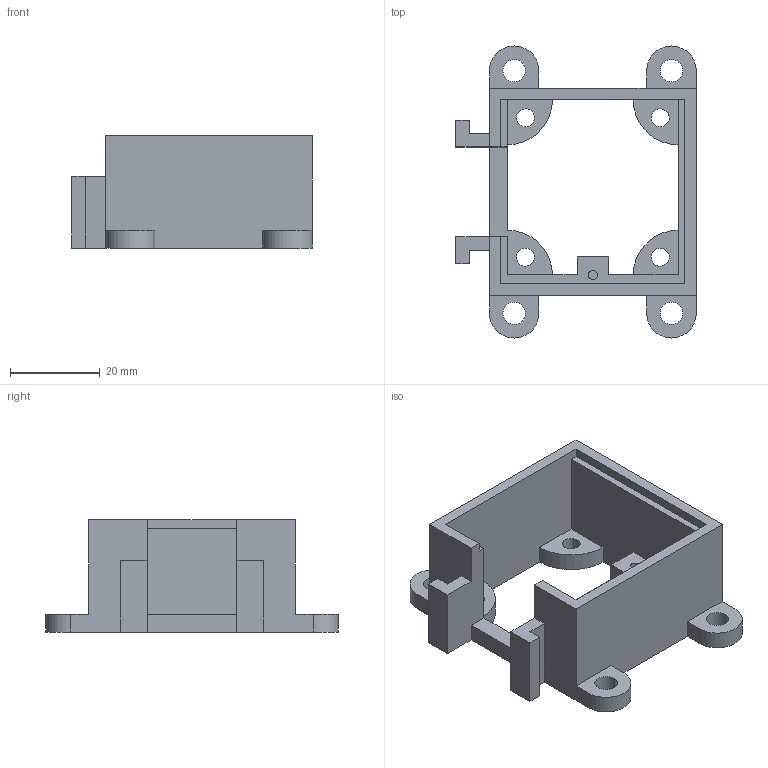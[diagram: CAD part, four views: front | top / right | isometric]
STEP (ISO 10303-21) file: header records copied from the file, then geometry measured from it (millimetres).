
FILE_DESCRIPTION(('CATIA V5 STEP Exchange'),'2;1');
FILE_NAME('ringcoder_frame.stp','2017-01-07T18:47:17+00:00',('none'),('none'),'CATIA Version 5 Release 20 GA (IN-10)','CATIA V5 STEP AP203','none');
FILE_SCHEMA(('CONFIG_CONTROL_DESIGN'));
Length unit declared in the file: millimetre
Products named in the file (1): ringcoder_frame
Bounding box: 53.5 x 65 x 25 mm (x, y, z)
Volume: 17658.3 mm3; surface area: 11875.8 mm2
Topology: 1 solids, 1 shells, 76 faces, 224 edges, 150 vertices
Faces by surface type: plane 48, cylinder 28
Entity records: 2417 total; most frequent: ORIENTED_EDGE 448, CARTESIAN_POINT 422, DIRECTION 318, EDGE_CURVE 224, VECTOR 168, LINE 168, VERTEX_POINT 150, AXIS2_PLACEMENT_3D 104
